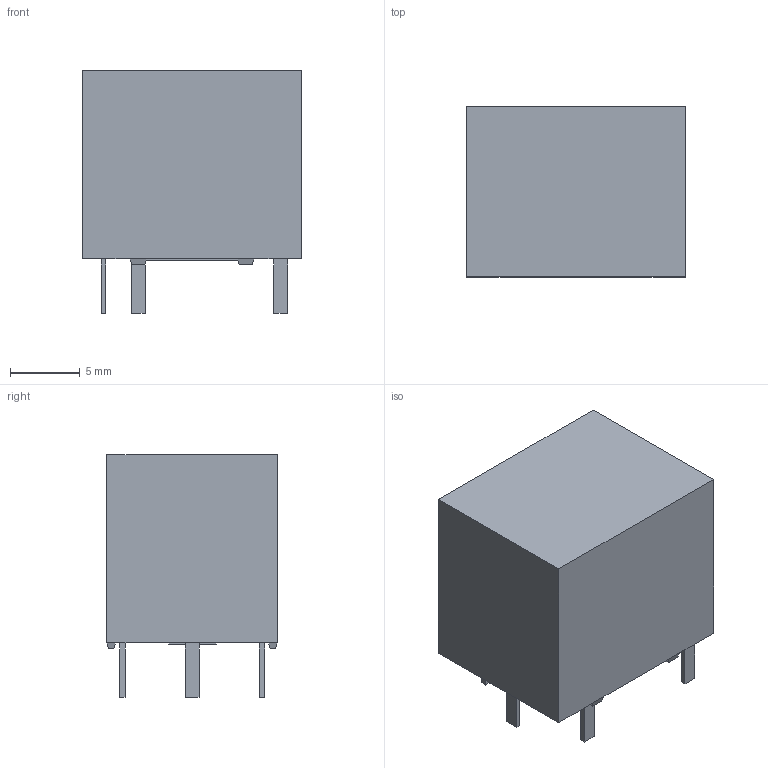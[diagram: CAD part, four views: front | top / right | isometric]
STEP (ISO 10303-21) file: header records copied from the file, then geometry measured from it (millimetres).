
FILE_DESCRIPTION (( 'STEP AP214' ), '1' );
FILE_NAME ('RELAY-TH_HTV6-DCXXV-SHA.step', '2022-07-09T13:37:56', ( '' ), ( '' ), 'SwSTEP 2.0', 'SolidWorks 2020', '' );
FILE_SCHEMA (( 'AUTOMOTIVE_DESIGN' ));
Length unit declared in the file: millimetre
Products named in the file (1): RELAY-TH_HTV6-DCXXV-SHA
Bounding box: 15.7 x 12.21 x 17.4 mm (x, y, z)
Volume: 2593.8 mm3; surface area: 1188.9 mm2
Topology: 1 solids, 1 shells, 344 faces, 919 edges, 610 vertices
Faces by surface type: plane 228, bspline 112, cylinder 4
Entity records: 15617 total; most frequent: CARTESIAN_POINT 3978, ORIENTED_EDGE 1838, DIRECTION 1165, EDGE_CURVE 919, LINE 683, VECTOR 683, VERTEX_POINT 610, EDGE_LOOP 377
